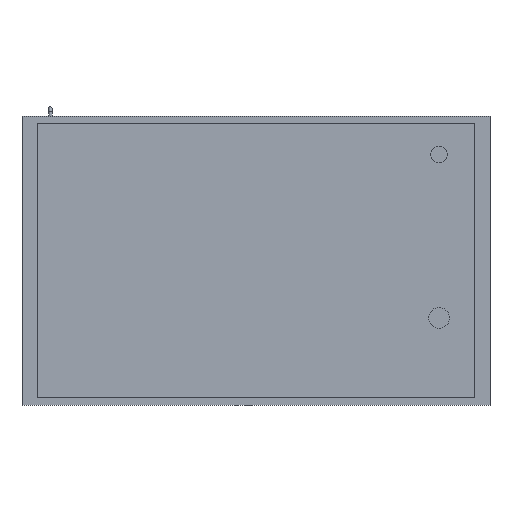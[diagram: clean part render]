
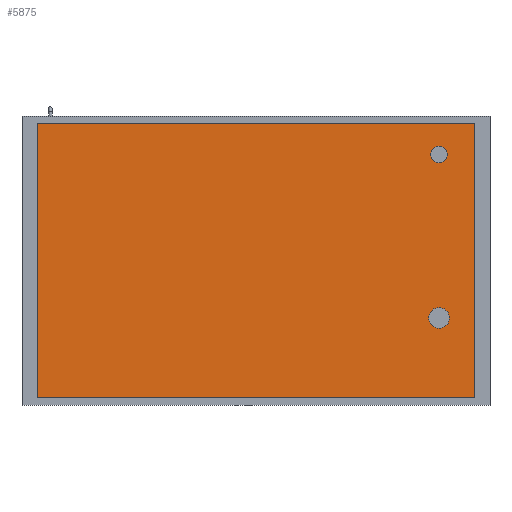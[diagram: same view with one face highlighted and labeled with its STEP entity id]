
A CAD part, front view. The second image highlights one B-rep face of the part: STEP entity #5875.
In plain terms, the highlighted planar face has unit normal (0, -1, 0).
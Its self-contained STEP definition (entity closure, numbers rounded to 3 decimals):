
#53=FACE_BOUND('',#627,.T.);
#54=FACE_BOUND('',#628,.T.);
#69=CIRCLE('',#6255,20.);
#71=CIRCLE('',#6259,25.);
#271=FACE_OUTER_BOUND('',#626,.T.);
#626=EDGE_LOOP('',(#4003,#4004,#4005,#4006));
#627=EDGE_LOOP('',(#4007));
#628=EDGE_LOOP('',(#4008));
#1026=LINE('',#8488,#1772);
#1028=LINE('',#8492,#1774);
#1030=LINE('',#8496,#1776);
#1032=LINE('',#8499,#1778);
#1772=VECTOR('',#6831,10.);
#1774=VECTOR('',#6835,10.);
#1776=VECTOR('',#6839,10.);
#1778=VECTOR('',#6843,10.);
#2460=VERTEX_POINT('',#8366);
#2462=VERTEX_POINT('',#8373);
#2499=VERTEX_POINT('',#8485);
#2500=VERTEX_POINT('',#8487);
#2501=VERTEX_POINT('',#8491);
#2502=VERTEX_POINT('',#8495);
#3025=EDGE_CURVE('',#2460,#2460,#69,.T.);
#3028=EDGE_CURVE('',#2462,#2462,#71,.T.);
#3082=EDGE_CURVE('',#2500,#2499,#1026,.T.);
#3084=EDGE_CURVE('',#2501,#2500,#1028,.T.);
#3086=EDGE_CURVE('',#2502,#2501,#1030,.T.);
#3088=EDGE_CURVE('',#2499,#2502,#1032,.T.);
#4003=ORIENTED_EDGE('',*,*,#3088,.T.);
#4004=ORIENTED_EDGE('',*,*,#3086,.T.);
#4005=ORIENTED_EDGE('',*,*,#3084,.T.);
#4006=ORIENTED_EDGE('',*,*,#3082,.T.);
#4007=ORIENTED_EDGE('',*,*,#3025,.T.);
#4008=ORIENTED_EDGE('',*,*,#3028,.T.);
#5568=PLANE('',#6284);
#5875=ADVANCED_FACE('',(#271,#53,#54),#5568,.T.);
#6255=AXIS2_PLACEMENT_3D('',#8368,#6725,#6726);
#6259=AXIS2_PLACEMENT_3D('',#8375,#6734,#6735);
#6284=AXIS2_PLACEMENT_3D('',#8500,#6844,#6845);
#6725=DIRECTION('center_axis',(0.,1.,0.));
#6726=DIRECTION('ref_axis',(1.,0.,0.));
#6734=DIRECTION('center_axis',(0.,1.,0.));
#6735=DIRECTION('ref_axis',(1.,0.,0.));
#6831=DIRECTION('',(-1.,0.,0.));
#6835=DIRECTION('',(0.,0.,1.));
#6839=DIRECTION('',(1.,0.,0.));
#6843=DIRECTION('',(0.,0.,-1.));
#6844=DIRECTION('center_axis',(0.,-1.,0.));
#6845=DIRECTION('ref_axis',(0.,0.,-1.));
#8366=CARTESIAN_POINT('',(420.,-370.,255.));
#8368=CARTESIAN_POINT('Origin',(440.,-370.,255.));
#8373=CARTESIAN_POINT('',(415.,-370.,-138.));
#8375=CARTESIAN_POINT('Origin',(440.,-370.,-138.));
#8485=CARTESIAN_POINT('',(-525.,-370.,330.));
#8487=CARTESIAN_POINT('',(525.,-370.,330.));
#8488=CARTESIAN_POINT('',(-525.,-370.,330.));
#8491=CARTESIAN_POINT('',(525.,-370.,-330.));
#8492=CARTESIAN_POINT('',(525.,-370.,330.));
#8495=CARTESIAN_POINT('',(-525.,-370.,-330.));
#8496=CARTESIAN_POINT('',(525.,-370.,-330.));
#8499=CARTESIAN_POINT('',(-525.,-370.,-330.));
#8500=CARTESIAN_POINT('Origin',(0.,-370.,0.));
